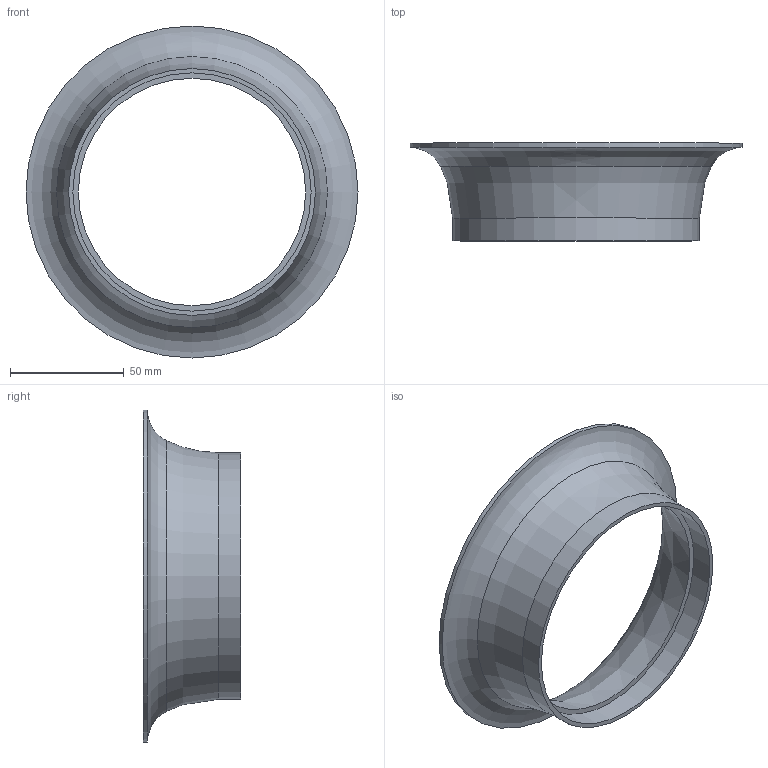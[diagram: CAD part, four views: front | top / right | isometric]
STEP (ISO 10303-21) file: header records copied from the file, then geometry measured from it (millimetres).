
FILE_DESCRIPTION(('FreeCAD Model'),'2;1');
FILE_NAME('Jet_100_innen.step','2021-05-31T16:16:24',('Author'),(''), 'Open CASCADE STEP processor 7.3','FreeCAD','Unknown');
FILE_SCHEMA(('AUTOMOTIVE_DESIGN { 1 0 10303 214 1 1 1 1 }'));
Length unit declared in the file: millimetre
Products named in the file (1): Jet_100_innen
Bounding box: 146 x 43 x 146 mm (x, y, z)
Volume: 49304.4 mm3; surface area: 40101.3 mm2
Topology: 1 solids, 1 shells, 9 faces, 16 edges, 9 vertices
Faces by surface type: revolution 4, cylinder 3, plane 2
Full cylindrical faces by diameter (mm): 104.8 x1, 108.5 x1, 146 x1
Entity records: 478 total; most frequent: CARTESIAN_POINT 83, DIRECTION 83, ORIENTED_EDGE 32, PCURVE 32, DEFINITIONAL_REPRESENTATION 32, LINE 31, VECTOR 31, AXIS2_PLACEMENT_3D 23
